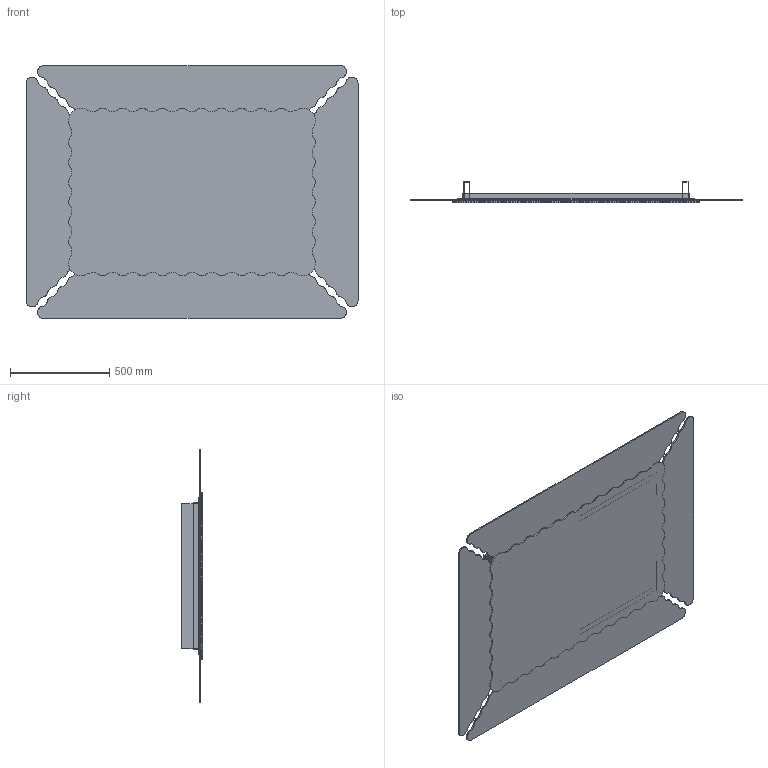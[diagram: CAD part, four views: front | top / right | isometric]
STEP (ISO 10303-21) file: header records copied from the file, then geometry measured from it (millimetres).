
FILE_DESCRIPTION(/* description */ (''),/* implementation_level */ '2;1');
FILE_NAME(/* name */ 'POP-TV~2',/* time_stamp */ '2020-10-23T18:41:45+02:00',/* author */ (''),/* organization */ (''),/* preprocessor_version */ 'ST-DEVELOPER v16.5',/* originating_system */ '',/* authorisation */ '');
FILE_SCHEMA (('AUTOMOTIVE_DESIGN'));
Length unit declared in the file: millimetre
Products named in the file (1): Document
Bounding box: 1675.05 x 105.03 x 1274.96 mm (x, y, z)
Volume: 16743200.3 mm3; surface area: 6120458.3 mm2
Topology: 13 solids, 13 shells, 236 faces, 853 edges, 643 vertices
Faces by surface type: bspline 170, plane 66
Entity records: 9960 total; most frequent: CARTESIAN_POINT 5320, ORIENTED_EDGE 1260, EDGE_CURVE 630, VERTEX_POINT 420, EDGE_LOOP 244, COLOUR_RGB 236, PRESENTATION_STYLE_ASSIGNMENT 236, STYLED_ITEM 236
